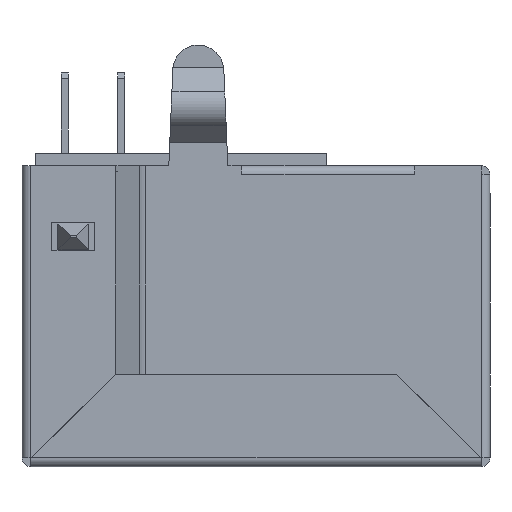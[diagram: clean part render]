
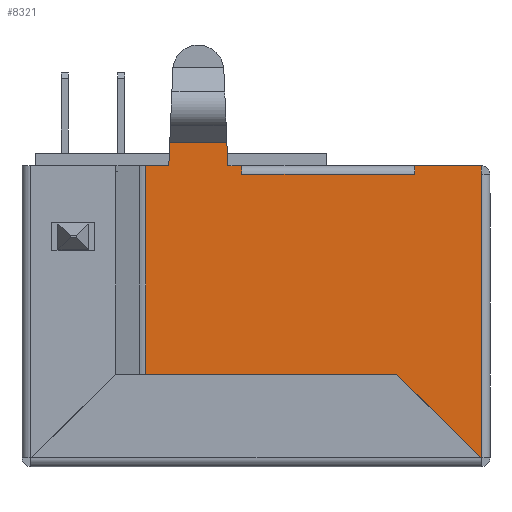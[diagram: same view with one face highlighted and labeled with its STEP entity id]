
A CAD part, left-side view. The second image highlights one B-rep face of the part: STEP entity #8321.
In plain terms, the highlighted face is planar.
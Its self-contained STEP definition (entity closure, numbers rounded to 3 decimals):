
#192=CIRCLE('',#9538,0.005);
#193=CIRCLE('',#9539,0.005);
#1186=ORIENTED_EDGE('',*,*,#3206,.T.);
#1187=ORIENTED_EDGE('',*,*,#3207,.T.);
#1188=ORIENTED_EDGE('',*,*,#3208,.T.);
#1189=ORIENTED_EDGE('',*,*,#3209,.T.);
#1190=ORIENTED_EDGE('',*,*,#3210,.F.);
#1191=ORIENTED_EDGE('',*,*,#3211,.F.);
#1192=ORIENTED_EDGE('',*,*,#3212,.T.);
#1193=ORIENTED_EDGE('',*,*,#3213,.T.);
#1194=ORIENTED_EDGE('',*,*,#3214,.T.);
#1195=ORIENTED_EDGE('',*,*,#3215,.F.);
#1196=ORIENTED_EDGE('',*,*,#3216,.F.);
#1197=ORIENTED_EDGE('',*,*,#3217,.T.);
#1198=ORIENTED_EDGE('',*,*,#3218,.T.);
#1199=ORIENTED_EDGE('',*,*,#3219,.T.);
#1200=ORIENTED_EDGE('',*,*,#3220,.T.);
#1201=ORIENTED_EDGE('',*,*,#3221,.T.);
#3206=EDGE_CURVE('',#4272,#4273,#5170,.T.);
#3207=EDGE_CURVE('',#4273,#4274,#5171,.T.);
#3208=EDGE_CURVE('',#4274,#4275,#5172,.T.);
#3209=EDGE_CURVE('',#4275,#4276,#5173,.T.);
#3210=EDGE_CURVE('',#4277,#4276,#5174,.T.);
#3211=EDGE_CURVE('',#4278,#4277,#5175,.T.);
#3212=EDGE_CURVE('',#4278,#4279,#5176,.T.);
#3213=EDGE_CURVE('',#4279,#4280,#5177,.T.);
#3214=EDGE_CURVE('',#4280,#4281,#5178,.T.);
#3215=EDGE_CURVE('',#4282,#4281,#5179,.T.);
#3216=EDGE_CURVE('',#4283,#4282,#192,.T.);
#3217=EDGE_CURVE('',#4283,#4284,#5180,.T.);
#3218=EDGE_CURVE('',#4284,#4285,#193,.T.);
#3219=EDGE_CURVE('',#4285,#4286,#5181,.T.);
#3220=EDGE_CURVE('',#4286,#4287,#5182,.T.);
#3221=EDGE_CURVE('',#4287,#4272,#5183,.T.);
#4272=VERTEX_POINT('',#13247);
#4273=VERTEX_POINT('',#13248);
#4274=VERTEX_POINT('',#13250);
#4275=VERTEX_POINT('',#13252);
#4276=VERTEX_POINT('',#13254);
#4277=VERTEX_POINT('',#13256);
#4278=VERTEX_POINT('',#13258);
#4279=VERTEX_POINT('',#13260);
#4280=VERTEX_POINT('',#13262);
#4281=VERTEX_POINT('',#13264);
#4282=VERTEX_POINT('',#13266);
#4283=VERTEX_POINT('',#13268);
#4284=VERTEX_POINT('',#13270);
#4285=VERTEX_POINT('',#13272);
#4286=VERTEX_POINT('',#13274);
#4287=VERTEX_POINT('',#13276);
#5170=LINE('',#13246,#6218);
#5171=LINE('',#13249,#6219);
#5172=LINE('',#13251,#6220);
#5173=LINE('',#13253,#6221);
#5174=LINE('',#13255,#6222);
#5175=LINE('',#13257,#6223);
#5176=LINE('',#13259,#6224);
#5177=LINE('',#13261,#6225);
#5178=LINE('',#13263,#6226);
#5179=LINE('',#13265,#6227);
#5180=LINE('',#13269,#6228);
#5181=LINE('',#13273,#6229);
#5182=LINE('',#13275,#6230);
#5183=LINE('',#13277,#6231);
#6218=VECTOR('',#10789,1000.);
#6219=VECTOR('',#10790,1000.);
#6220=VECTOR('',#10791,1000.);
#6221=VECTOR('',#10792,1000.);
#6222=VECTOR('',#10793,1000.);
#6223=VECTOR('',#10794,1000.);
#6224=VECTOR('',#10795,1000.);
#6225=VECTOR('',#10796,1000.);
#6226=VECTOR('',#10797,1000.);
#6227=VECTOR('',#10798,1000.);
#6228=VECTOR('',#10801,1000.);
#6229=VECTOR('',#10804,1000.);
#6230=VECTOR('',#10805,1000.);
#6231=VECTOR('',#10806,1000.);
#6995=EDGE_LOOP('',(#1186,#1187,#1188,#1189,#1190,#1191,#1192,#1193,#1194,
#1195,#1196,#1197,#1198,#1199,#1200,#1201));
#7477=FACE_BOUND('',#6995,.T.);
#7938=PLANE('',#9537);
#8321=ADVANCED_FACE('',(#7477),#7938,.T.);
#9537=AXIS2_PLACEMENT_3D('',#13245,#10787,#10788);
#9538=AXIS2_PLACEMENT_3D('',#13267,#10799,#10800);
#9539=AXIS2_PLACEMENT_3D('',#13271,#10802,#10803);
#10787=DIRECTION('',(1.,0.,0.));
#10788=DIRECTION('',(0.,1.,0.));
#10789=DIRECTION('',(0.,1.,0.));
#10790=DIRECTION('',(0.,0.042,0.999));
#10791=DIRECTION('',(0.,1.,0.));
#10792=DIRECTION('',(0.,0.,1.));
#10793=DIRECTION('',(0.,1.,0.));
#10794=DIRECTION('',(0.,0.713,-0.701));
#10795=DIRECTION('',(0.,0.,-1.));
#10796=DIRECTION('',(0.,0.,-1.));
#10797=DIRECTION('',(0.,1.,0.));
#10798=DIRECTION('',(0.,0.,-1.));
#10799=DIRECTION('',(1.,0.,0.));
#10800=DIRECTION('',(0.,1.,0.));
#10801=DIRECTION('',(0.,1.,0.));
#10802=DIRECTION('',(-1.,0.,0.));
#10803=DIRECTION('',(0.,-1.,0.));
#10804=DIRECTION('',(0.,0.,-1.));
#10805=DIRECTION('',(0.,1.,0.));
#10806=DIRECTION('',(0.,0.042,-0.999));
#13245=CARTESIAN_POINT('',(6.02,0.,0.));
#13246=CARTESIAN_POINT('',(6.02,9.244,-5.968));
#13247=CARTESIAN_POINT('',(6.02,9.278,-5.968));
#13248=CARTESIAN_POINT('',(6.02,11.29,-5.968));
#13249=CARTESIAN_POINT('',(6.02,11.519,-0.479));
#13250=CARTESIAN_POINT('',(6.02,11.324,-5.155));
#13251=CARTESIAN_POINT('',(6.02,0.224,-5.155));
#13252=CARTESIAN_POINT('',(6.02,12.141,-5.155));
#13253=CARTESIAN_POINT('',(6.02,12.141,-5.155));
#13254=CARTESIAN_POINT('',(6.02,12.141,2.205));
#13255=CARTESIAN_POINT('',(6.02,3.31,2.205));
#13256=CARTESIAN_POINT('',(6.02,3.31,2.205));
#13257=CARTESIAN_POINT('',(6.02,0.31,5.155));
#13258=CARTESIAN_POINT('',(6.02,0.31,5.155));
#13259=CARTESIAN_POINT('',(6.02,0.31,5.155));
#13260=CARTESIAN_POINT('',(6.02,0.31,-4.845));
#13261=CARTESIAN_POINT('',(6.02,0.31,5.155));
#13262=CARTESIAN_POINT('',(6.02,0.31,-5.155));
#13263=CARTESIAN_POINT('',(6.02,0.224,-5.155));
#13264=CARTESIAN_POINT('',(6.02,2.65,-5.155));
#13265=CARTESIAN_POINT('',(6.02,2.65,-5.155));
#13266=CARTESIAN_POINT('',(6.02,2.65,-4.845));
#13267=CARTESIAN_POINT('',(6.02,2.655,-4.845));
#13268=CARTESIAN_POINT('',(6.02,2.66,-4.845));
#13269=CARTESIAN_POINT('',(6.02,2.66,-4.845));
#13270=CARTESIAN_POINT('',(6.02,8.75,-4.845));
#13271=CARTESIAN_POINT('',(6.02,8.755,-4.845));
#13272=CARTESIAN_POINT('',(6.02,8.76,-4.845));
#13273=CARTESIAN_POINT('',(6.02,8.76,-5.155));
#13274=CARTESIAN_POINT('',(6.02,8.76,-5.155));
#13275=CARTESIAN_POINT('',(6.02,0.224,-5.155));
#13276=CARTESIAN_POINT('',(6.02,9.244,-5.155));
#13277=CARTESIAN_POINT('',(6.02,9.014,0.375));
